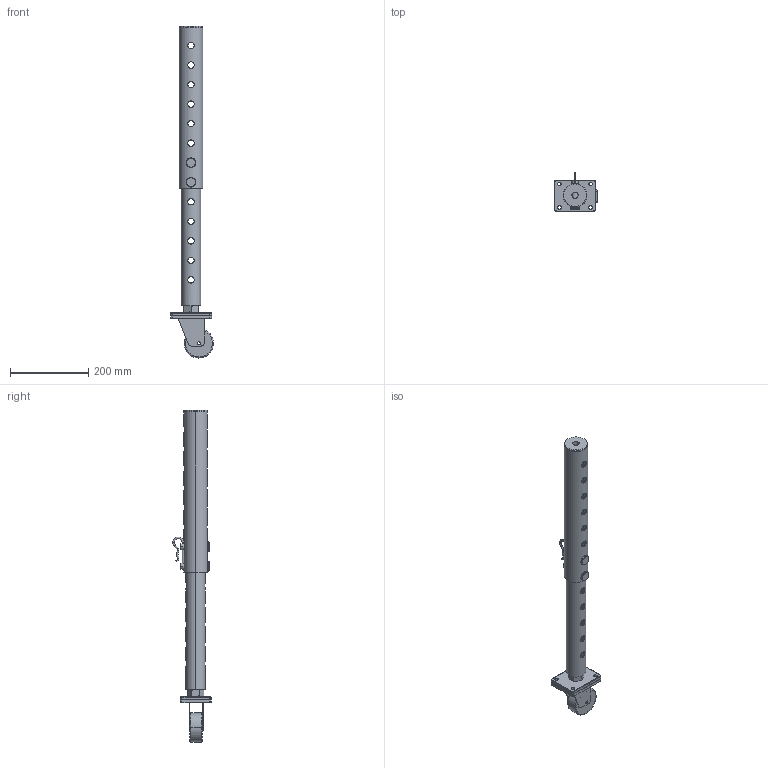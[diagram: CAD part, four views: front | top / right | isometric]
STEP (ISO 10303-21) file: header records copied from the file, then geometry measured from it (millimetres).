
FILE_DESCRIPTION(('STEP AP214'),'1');
FILE_NAME('160861.STP','2011-09-08T14:06:34',(' '),(' '),'Spatial InterOp 3D',' ',' ');
FILE_SCHEMA(('automotive_design'));
Length unit declared in the file: millimetre
Products named in the file (13): 1; 2; gerades Prisma; 3D-Objekt; Zylinder; Quader; Sechskantmutter DIN 934  M24x1.5
Bounding box: 110 x 98.64 x 850 mm (x, y, z)
Volume: 802702.8 mm3; surface area: 366650 mm2
Topology: 13 solids, 13 shells, 269 faces, 654 edges, 416 vertices
Faces by surface type: cylinder 150, plane 61, cone 44, torus 14
Entity records: 14472 total; most frequent: CARTESIAN_POINT 5604, DIRECTION 1320, ORIENTED_EDGE 1308, EDGE_CURVE 654, AXIS2_PLACEMENT_3D 528, VERTEX_POINT 416, EDGE_LOOP 370, STYLED_ITEM 282
